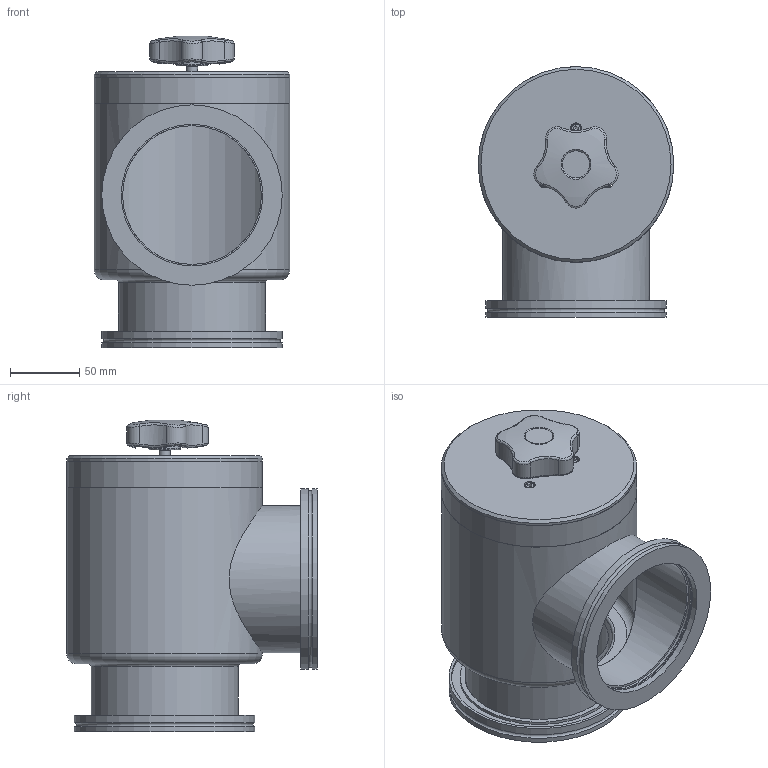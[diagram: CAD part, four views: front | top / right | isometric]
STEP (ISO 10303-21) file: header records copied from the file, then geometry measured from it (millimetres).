
FILE_DESCRIPTION(('STEP AP242'), '1');
FILE_NAME('櫻蠉錪', '', ('UNSPECIFIED'), ('UNSPECIFIED'), 'C3D Converter', 'C3D Toolkit', '');
FILE_SCHEMA(('AP242_MANAGED_MODEL_BASED_3D_ENGINEERING_MIM_LF { 1 0 10303 442 1 1 4 }'));
Length unit declared in the file: millimetre
Bounding box: 141 x 180.5 x 224.4 mm (x, y, z)
Surface area: 180877.5 mm2 (no closed solid volume)
Topology: 0 solids, 15 shells, 101 faces, 265 edges, 179 vertices
Faces by surface type: cylinder 43, bspline 20, plane 18, cone 9, torus 9, revolution 2
Full cylindrical faces by diameter (mm): 8 x4, 10 x1, 19.5 x1, 22.5 x1, 100 x2, 102 x2, 103 x2, 106 x2, 114 x2, 126 x2, 130 x4, 141 x3
Entity records: 8600 total; most frequent: CARTESIAN_POINT 5573, DIRECTION 382, ORIENTED_EDGE 355, EDGE_CURVE 218, VERTEX_POINT 178, AXIS2_PLACEMENT_3D 166, EDGE_LOOP 165, COLOUR_RGB 113
